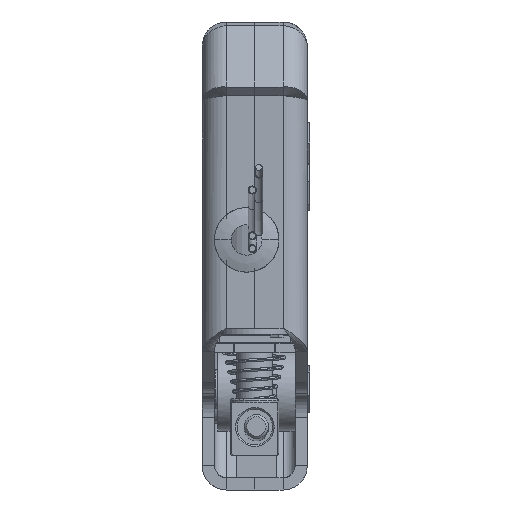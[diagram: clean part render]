
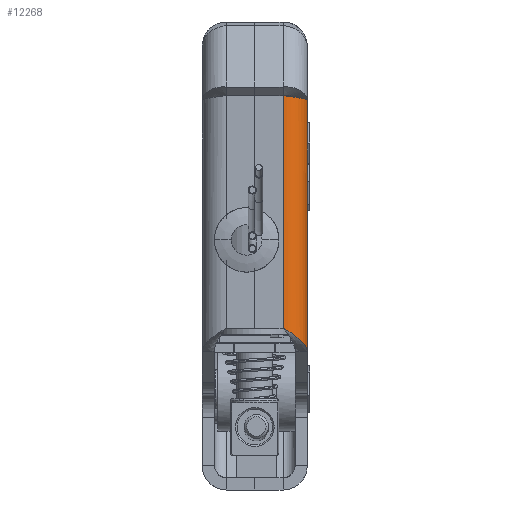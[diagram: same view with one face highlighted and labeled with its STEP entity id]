
A CAD part, left-side view. The second image highlights one B-rep face of the part: STEP entity #12268.
In plain terms, the highlighted cylindrical face has radius 3 mm (diameter 6 mm), a partial arc.
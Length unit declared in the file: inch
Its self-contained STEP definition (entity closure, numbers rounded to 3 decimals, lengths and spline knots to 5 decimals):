
#264=B_SPLINE_CURVE_WITH_KNOTS('',3,(#17611,#17612,#17613,#17614,#17615,
#17616,#17617,#17618,#17619,#17620,#17621,#17622,#17623,#17624,#17625,#17626,
#17627,#17628,#17629,#17630,#17631,#17632),.UNSPECIFIED.,.F.,.F.,(4,3,3,
3,3,3,3,4),(0.,0.14286,0.28571,0.42857,0.57143,
0.71429,0.85714,1.),.UNSPECIFIED.);
#289=B_SPLINE_CURVE_WITH_KNOTS('',3,(#19278,#19279,#19280,#19281,#19282,
#19283,#19284,#19285,#19286,#19287,#19288,#19289,#19290,#19291,#19292,#19293,
#19294,#19295,#19296,#19297,#19298,#19299,#19300,#19301,#19302,#19303,#19304,
#19305,#19306,#19307,#19308,#19309,#19310,#19311,#19312,#19313,#19314),
 .UNSPECIFIED.,.F.,.F.,(4,3,3,3,3,3,3,3,3,3,3,3,4),(0.,
0.1492,0.16667,0.31548,0.33333,0.48232,
0.5,0.64899,0.66667,0.81547,0.83333,
0.98254,1.),.UNSPECIFIED.);
#498=CYLINDRICAL_SURFACE('',#13024,0.11811);
#746=FACE_OUTER_BOUND('',#1462,.T.);
#1462=EDGE_LOOP('',(#7982,#7983,#7984,#7985,#7986,#7987,#7988));
#2197=CIRCLE('',#13025,0.11811);
#2754=LINE('',#18531,#3805);
#2761=LINE('',#18545,#3812);
#2835=LINE('',#19317,#3886);
#2836=LINE('',#19319,#3887);
#3805=VECTOR('',#14264,0.17289);
#3812=VECTOR('',#14271,0.98256);
#3886=VECTOR('',#14417,0.06819);
#3887=VECTOR('',#14418,1.13696);
#4809=VERTEX_POINT('',#17608);
#4810=VERTEX_POINT('',#17610);
#4838=VERTEX_POINT('',#18530);
#4844=VERTEX_POINT('',#18542);
#4845=VERTEX_POINT('',#18544);
#4901=VERTEX_POINT('',#19277);
#4902=VERTEX_POINT('',#19318);
#5939=EDGE_CURVE('',#4809,#4810,#264,.T.);
#5996=EDGE_CURVE('',#4810,#4838,#2754,.T.);
#6003=EDGE_CURVE('',#4844,#4845,#2761,.T.);
#6098=EDGE_CURVE('',#4845,#4901,#289,.T.);
#6100=EDGE_CURVE('',#4838,#4844,#2835,.T.);
#6101=EDGE_CURVE('',#4902,#4809,#2836,.T.);
#6102=EDGE_CURVE('',#4902,#4901,#2197,.T.);
#7982=ORIENTED_EDGE('',*,*,#6100,.F.);
#7983=ORIENTED_EDGE('',*,*,#5996,.F.);
#7984=ORIENTED_EDGE('',*,*,#5939,.F.);
#7985=ORIENTED_EDGE('',*,*,#6101,.F.);
#7986=ORIENTED_EDGE('',*,*,#6102,.T.);
#7987=ORIENTED_EDGE('',*,*,#6098,.F.);
#7988=ORIENTED_EDGE('',*,*,#6003,.F.);
#12268=ADVANCED_FACE('',(#746),#498,.T.);
#13024=AXIS2_PLACEMENT_3D('',#19316,#14415,#14416);
#13025=AXIS2_PLACEMENT_3D('',#19320,#14419,#14420);
#14264=DIRECTION('',(0.,0.,-1.));
#14271=DIRECTION('',(0.,0.,-1.));
#14415=DIRECTION('center_axis',(0.,0.,1.));
#14416=DIRECTION('ref_axis',(-1.,0.,0.));
#14417=DIRECTION('',(0.,0.,-1.));
#14418=DIRECTION('',(0.,0.,1.));
#14419=DIRECTION('center_axis',(0.,0.,1.));
#14420=DIRECTION('ref_axis',(-1.,0.,0.));
#17608=CARTESIAN_POINT('',(-1.43701,-0.1378,0.78263));
#17610=CARTESIAN_POINT('',(-1.3189,-0.25591,0.75816));
#17611=CARTESIAN_POINT('Ctrl Pts',(-1.43701,-0.1378,
0.78263));
#17612=CARTESIAN_POINT('Ctrl Pts',(-1.43701,-0.14663,
0.78146));
#17613=CARTESIAN_POINT('Ctrl Pts',(-1.43601,-0.15546,
0.7803));
#17614=CARTESIAN_POINT('Ctrl Pts',(-1.43405,-0.16408,
0.77913));
#17615=CARTESIAN_POINT('Ctrl Pts',(-1.43208,-0.17269,
0.77797));
#17616=CARTESIAN_POINT('Ctrl Pts',(-1.42914,-0.18108,
0.7768));
#17617=CARTESIAN_POINT('Ctrl Pts',(-1.42531,-0.18904,
0.77564));
#17618=CARTESIAN_POINT('Ctrl Pts',(-1.42148,-0.197,0.77447));
#17619=CARTESIAN_POINT('Ctrl Pts',(-1.41675,-0.20453,
0.77331));
#17620=CARTESIAN_POINT('Ctrl Pts',(-1.41124,-0.21144,
0.77214));
#17621=CARTESIAN_POINT('Ctrl Pts',(-1.40573,-0.21834,
0.77098));
#17622=CARTESIAN_POINT('Ctrl Pts',(-1.39945,-0.22463,
0.76981));
#17623=CARTESIAN_POINT('Ctrl Pts',(-1.39254,-0.23014,
0.76865));
#17624=CARTESIAN_POINT('Ctrl Pts',(-1.38563,-0.23565,
0.76748));
#17625=CARTESIAN_POINT('Ctrl Pts',(-1.3781,-0.24038,
0.76632));
#17626=CARTESIAN_POINT('Ctrl Pts',(-1.37014,-0.24421,
0.76515));
#17627=CARTESIAN_POINT('Ctrl Pts',(-1.36218,-0.24804,
0.76399));
#17628=CARTESIAN_POINT('Ctrl Pts',(-1.35379,-0.25098,
0.76282));
#17629=CARTESIAN_POINT('Ctrl Pts',(-1.34518,-0.25294,
0.76166));
#17630=CARTESIAN_POINT('Ctrl Pts',(-1.33657,-0.25491,
0.76049));
#17631=CARTESIAN_POINT('Ctrl Pts',(-1.32773,-0.25591,0.75933));
#17632=CARTESIAN_POINT('Ctrl Pts',(-1.3189,-0.25591,
0.75816));
#18530=CARTESIAN_POINT('',(-1.3189,-0.25591,0.58528));
#18531=CARTESIAN_POINT('',(-1.3189,-0.25591,0.75816));
#18542=CARTESIAN_POINT('',(-1.3189,-0.25591,0.51709));
#18544=CARTESIAN_POINT('',(-1.3189,-0.25591,-0.46548));
#18545=CARTESIAN_POINT('',(-1.3189,-0.25591,0.51709));
#19277=CARTESIAN_POINT('',(-1.43684,-0.14414,-0.35433));
#19278=CARTESIAN_POINT('Ctrl Pts',(-1.3189,-0.25591,
-0.46548));
#19279=CARTESIAN_POINT('Ctrl Pts',(-1.32781,-0.25591,
-0.45995));
#19280=CARTESIAN_POINT('Ctrl Pts',(-1.33672,-0.25489,
-0.45442));
#19281=CARTESIAN_POINT('Ctrl Pts',(-1.3454,-0.25289,
-0.44889));
#19282=CARTESIAN_POINT('Ctrl Pts',(-1.34642,-0.25266,
-0.44825));
#19283=CARTESIAN_POINT('Ctrl Pts',(-1.34743,-0.25241,
-0.4476));
#19284=CARTESIAN_POINT('Ctrl Pts',(-1.34844,-0.25215,
-0.44695));
#19285=CARTESIAN_POINT('Ctrl Pts',(-1.35705,-0.24993,
-0.44144));
#19286=CARTESIAN_POINT('Ctrl Pts',(-1.3654,-0.24673,
-0.43593));
#19287=CARTESIAN_POINT('Ctrl Pts',(-1.37329,-0.24263,
-0.43041));
#19288=CARTESIAN_POINT('Ctrl Pts',(-1.37424,-0.24214,
-0.42975));
#19289=CARTESIAN_POINT('Ctrl Pts',(-1.37518,-0.24164,
-0.42909));
#19290=CARTESIAN_POINT('Ctrl Pts',(-1.37611,-0.24112,
-0.42843));
#19291=CARTESIAN_POINT('Ctrl Pts',(-1.3839,-0.23681,
-0.42291));
#19292=CARTESIAN_POINT('Ctrl Pts',(-1.39119,-0.23162,
-0.41739));
#19293=CARTESIAN_POINT('Ctrl Pts',(-1.39781,-0.22567,
-0.41187));
#19294=CARTESIAN_POINT('Ctrl Pts',(-1.3986,-0.22497,
-0.41121));
#19295=CARTESIAN_POINT('Ctrl Pts',(-1.39938,-0.22425,
-0.41056));
#19296=CARTESIAN_POINT('Ctrl Pts',(-1.40014,-0.22352,
-0.4099));
#19297=CARTESIAN_POINT('Ctrl Pts',(-1.4066,-0.2174,
-0.40438));
#19298=CARTESIAN_POINT('Ctrl Pts',(-1.41237,-0.21055,
-0.39886));
#19299=CARTESIAN_POINT('Ctrl Pts',(-1.41729,-0.20313,
-0.39334));
#19300=CARTESIAN_POINT('Ctrl Pts',(-1.41787,-0.20226,
-0.39269));
#19301=CARTESIAN_POINT('Ctrl Pts',(-1.41844,-0.20137,
-0.39203));
#19302=CARTESIAN_POINT('Ctrl Pts',(-1.419,-0.20047,
-0.39138));
#19303=CARTESIAN_POINT('Ctrl Pts',(-1.42372,-0.19294,
-0.38587));
#19304=CARTESIAN_POINT('Ctrl Pts',(-1.42758,-0.18487,
-0.38035));
#19305=CARTESIAN_POINT('Ctrl Pts',(-1.43049,-0.17648,
-0.37484));
#19306=CARTESIAN_POINT('Ctrl Pts',(-1.43084,-0.17547,
-0.37418));
#19307=CARTESIAN_POINT('Ctrl Pts',(-1.43118,-0.17445,
-0.37352));
#19308=CARTESIAN_POINT('Ctrl Pts',(-1.4315,-0.17344,
-0.37285));
#19309=CARTESIAN_POINT('Ctrl Pts',(-1.43419,-0.16494,
-0.36733));
#19310=CARTESIAN_POINT('Ctrl Pts',(-1.43591,-0.15614,
-0.3618));
#19311=CARTESIAN_POINT('Ctrl Pts',(-1.43663,-0.14726,
-0.35627));
#19312=CARTESIAN_POINT('Ctrl Pts',(-1.43671,-0.14622,
-0.35562));
#19313=CARTESIAN_POINT('Ctrl Pts',(-1.43678,-0.14518,
-0.35498));
#19314=CARTESIAN_POINT('Ctrl Pts',(-1.43684,-0.14414,
-0.35433));
#19316=CARTESIAN_POINT('Origin',(-1.3189,-0.1378,-0.35433));
#19317=CARTESIAN_POINT('',(-1.3189,-0.25591,0.58528));
#19318=CARTESIAN_POINT('',(-1.43701,-0.1378,-0.35433));
#19319=CARTESIAN_POINT('',(-1.43701,-0.1378,-0.35433));
#19320=CARTESIAN_POINT('Origin',(-1.3189,-0.1378,-0.35433));
